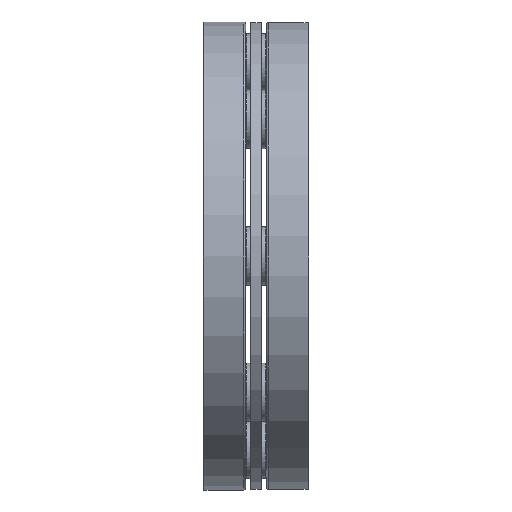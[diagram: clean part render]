
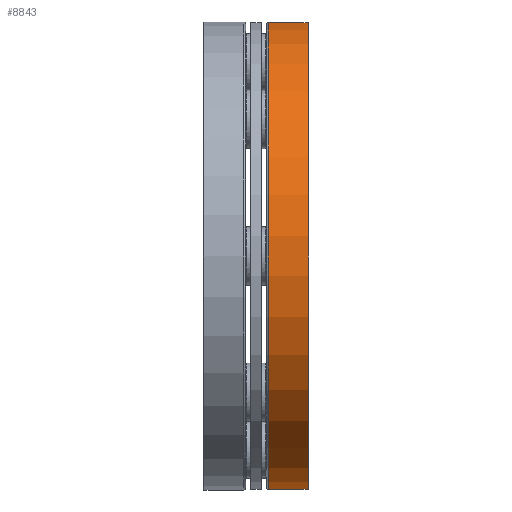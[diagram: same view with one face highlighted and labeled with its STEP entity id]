
A CAD part, front view. The second image highlights one B-rep face of the part: STEP entity #8843.
In plain terms, the highlighted cylindrical face has radius 100 mm (diameter 200 mm), a full revolution.
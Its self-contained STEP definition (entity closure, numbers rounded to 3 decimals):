
#677=CYLINDRICAL_SURFACE('',#9369,100.);
#883=ORIENTED_EDGE('',*,*,#2203,.T.);
#884=ORIENTED_EDGE('',*,*,#2227,.T.);
#2203=EDGE_CURVE('',#2888,#2888,#3435,.F.);
#2227=EDGE_CURVE('',#2912,#2912,#3459,.T.);
#2888=VERTEX_POINT('',#12350);
#2912=VERTEX_POINT('',#12420);
#3435=CIRCLE('',#9324,100.);
#3459=CIRCLE('',#9370,100.);
#3975=EDGE_LOOP('',(#883));
#3976=EDGE_LOOP('',(#884));
#4832=FACE_BOUND('',#3975,.T.);
#4833=FACE_BOUND('',#3976,.T.);
#8843=ADVANCED_FACE('',(#4832,#4833),#677,.T.);
#9324=AXIS2_PLACEMENT_3D('',#12349,#10341,#10342);
#9369=AXIS2_PLACEMENT_3D('',#12418,#10431,#10432);
#9370=AXIS2_PLACEMENT_3D('',#12419,#10433,#10434);
#10341=DIRECTION('',(1.,0.,0.));
#10342=DIRECTION('',(0.,0.707,0.707));
#10431=DIRECTION('',(1.,0.,0.));
#10432=DIRECTION('',(0.,0.707,0.707));
#10433=DIRECTION('',(1.,0.,0.));
#10434=DIRECTION('',(0.,0.707,0.707));
#12349=CARTESIAN_POINT('',(15.416,0.,0.));
#12350=CARTESIAN_POINT('',(15.416,70.711,70.711));
#12418=CARTESIAN_POINT('',(-2.384,0.,0.));
#12419=CARTESIAN_POINT('',(-1.584,0.,0.));
#12420=CARTESIAN_POINT('',(-1.584,70.711,70.711));
